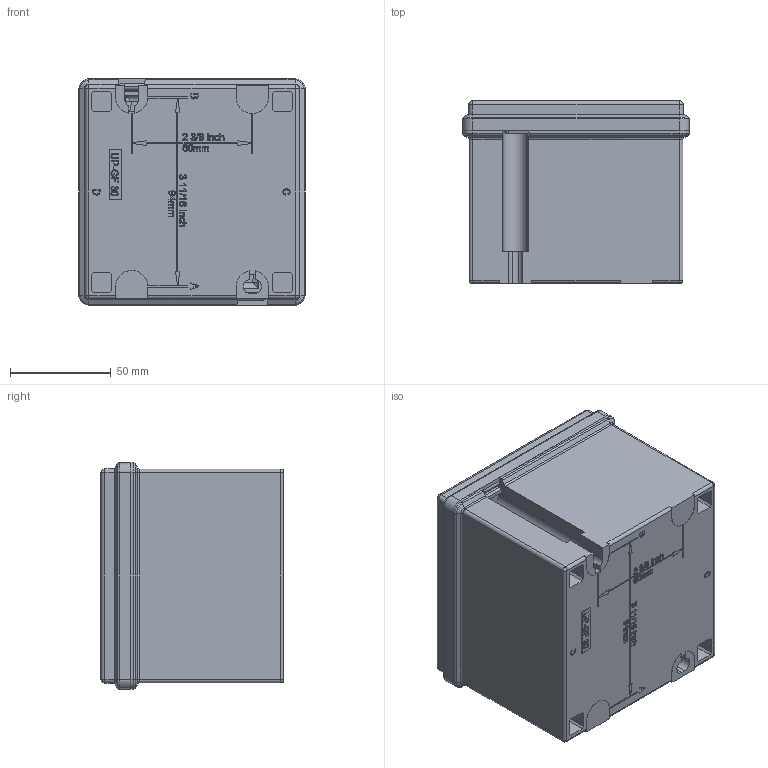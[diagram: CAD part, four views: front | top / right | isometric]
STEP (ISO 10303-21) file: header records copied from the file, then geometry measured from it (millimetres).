
FILE_DESCRIPTION (( 'STEP AP203' ), '1' );
FILE_NAME ('8146-_031-ap203.STEP', '2012-10-13T07:33:08', ( '' ), ( '' ), 'SwSTEP 2.0', 'SolidWorks 2012', '' );
FILE_SCHEMA (( 'CONFIG_CONTROL_DESIGN' ));
Length unit declared in the file: millimetre
Products named in the file (10): 509_642_0_1_montiert; 509_642_0; 8146-_031-ap203; 81_469_74_05_0; 81_460_93_05_0_Dichtung; 81_469_61_04_0; 81_460_93_05_0; 81_469_01_91_0
Assembly tree (15 placements, depth 3):
  8146-_031-ap203
    81_469_61_04_0
      81_469_61_04_0
      81_469_01_91_0  x4
    81_460_93_05_0
      81_469_74_05_0
      81_460_93_05_0_Dichtung
    509_642_0  x4
      509_642_0
      509_642_0_1_montiert
Bounding box: 112.5 x 91.3 x 112.5 mm (x, y, z)
Volume: 266067.4 mm3; surface area: 160639 mm2
Topology: 15 solids, 15 shells, 2638 faces, 6693 edges, 4317 vertices
Faces by surface type: plane 1363, bspline 620, cylinder 365, cone 196, torus 82, sphere 12
Entity records: 104224 total; most frequent: CARTESIAN_POINT 48985, ORIENTED_EDGE 12230, DIRECTION 9221, EDGE_CURVE 6115, VERTEX_POINT 3966, VECTOR 3797, LINE 3797, AXIS2_PLACEMENT_3D 2712
